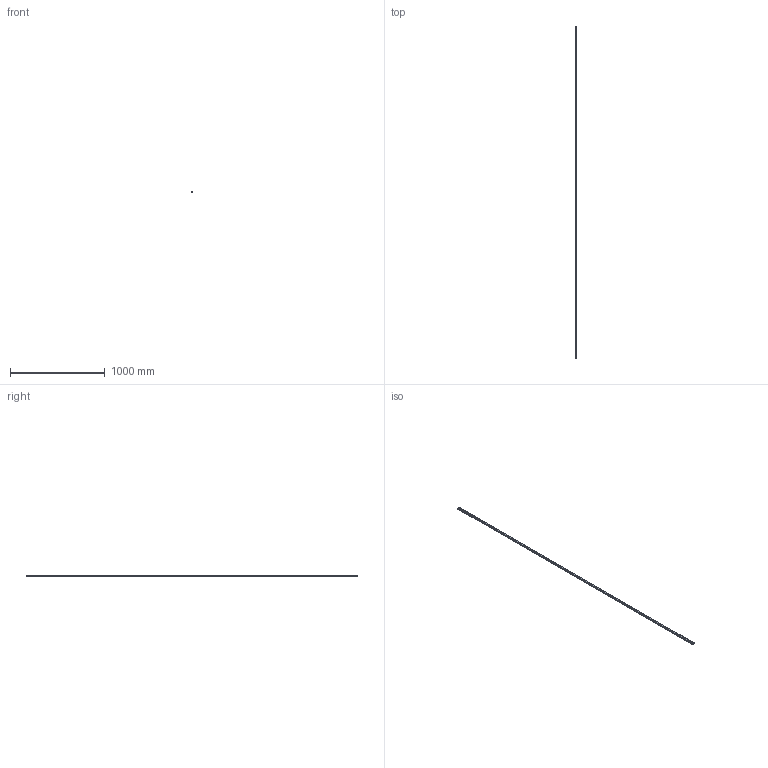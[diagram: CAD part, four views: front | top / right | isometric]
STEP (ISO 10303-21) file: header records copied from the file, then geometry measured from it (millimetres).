
FILE_DESCRIPTION(('STEP AP214'),'1');
FILE_NAME('cctmp_736B256F-8AB4-4AF4-90A5-3745CE658E50_2021_02_04_08_57_00_0777..stp','2021-02-04T07:57:01',('HIWIN GmbH'),('CADClick - www.CADClick.com'),'Spatial InterOp 3D',' ','unknown authorization');
FILE_SCHEMA(('AUTOMOTIVE_DESIGN'));
Length unit declared in the file: millimetre
Products named in the file (1): EGR20R3510C_FILE
Bounding box: 20 x 3510 x 15.5 mm (x, y, z)
Volume: 941556.4 mm3; surface area: 280776.3 mm2
Topology: 1 solids, 1 shells, 811 faces, 1825 edges, 1138 vertices
Faces by surface type: plane 439, cylinder 372
Entity records: 29283 total; most frequent: DIRECTION 4429, CARTESIAN_POINT 3775, ORIENTED_EDGE 3650, EDGE_CURVE 1825, AXIS2_PLACEMENT_3D 1792, VERTEX_POINT 1138, EDGE_LOOP 933, LINE 845
